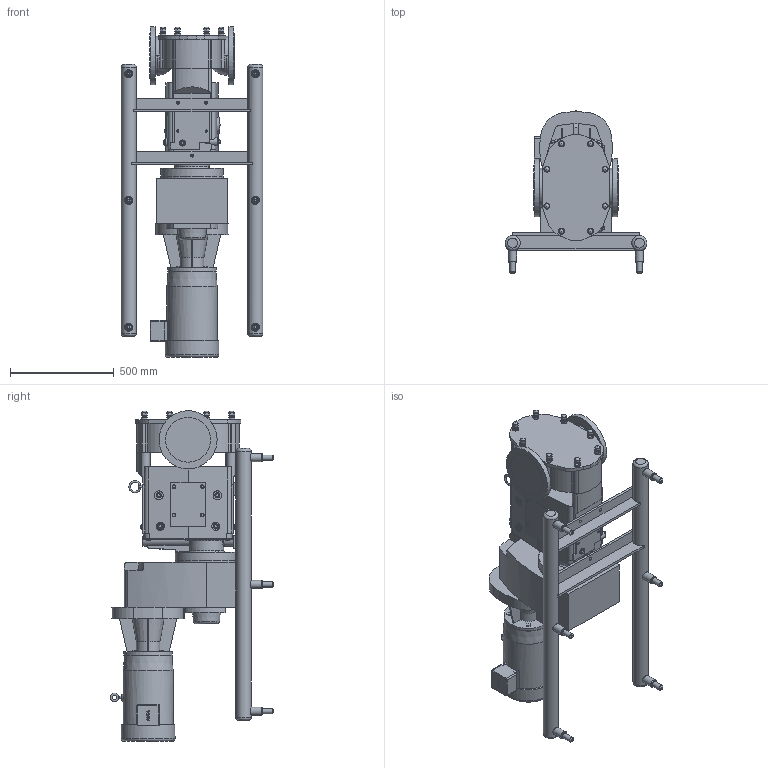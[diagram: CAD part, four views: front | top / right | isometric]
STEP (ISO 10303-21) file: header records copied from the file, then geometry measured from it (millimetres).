
FILE_DESCRIPTION(/* description */ (''),/* implementation_level */ '2;1');
FILE_NAME(/* name */ 'U3_320U3_213TC_6.0x6.0_S-Line_7.5HP_LH_SM.stp',/* time_stamp */ '2021-05-24T19:15:23+06:00',/* author */ ('trtmhr'),/* organization */ (''),/* preprocessor_version */ 'ST-DEVELOPER v18.1',/* originating_system */ 'Autodesk Inventor 2020',/* authorisation */ '');
FILE_SCHEMA (('AUTOMOTIVE_DESIGN { 1 0 10303 214 3 1 1 }'));
Length unit declared in the file: inch
Products named in the file (1): U3_320U3_213TC_6.0x6.0_S-Line_7.5HP_LH_SM
Bounding box: 682.62 x 786.27 x 1589.99 mm (x, y, z)
Volume: 148388185.1 mm3; surface area: 3944042.8 mm2
Topology: 4 solids, 4 shells, 954 faces, 2570 edges, 1699 vertices
Faces by surface type: plane 504, cylinder 227, bspline 86, torus 68, cone 59, sphere 10
Full cylindrical faces by diameter (mm): 6.39 x1, 7.798 x1, 10.719 x4, 12.141 x1, 12.7 x2, 14.3 x3, 15.24 x1, 23.012 x8, 23.876 x3, 25.4 x11, 29.083 x8, 29.21 x2, 31.75 x3, 38.1 x10, 42.672 x2, 203.2 x2, 215.9 x2, 232.994 x1, 241.579 x1, 258.572 x1, 279.4 x2, 299.974 x1, 299.999 x1
Entity records: 32845 total; most frequent: CARTESIAN_POINT 8986, ORIENTED_EDGE 5098, DIRECTION 4823, EDGE_CURVE 2549, AXIS2_PLACEMENT_3D 1785, VERTEX_POINT 1699, LINE 1253, VECTOR 1253
